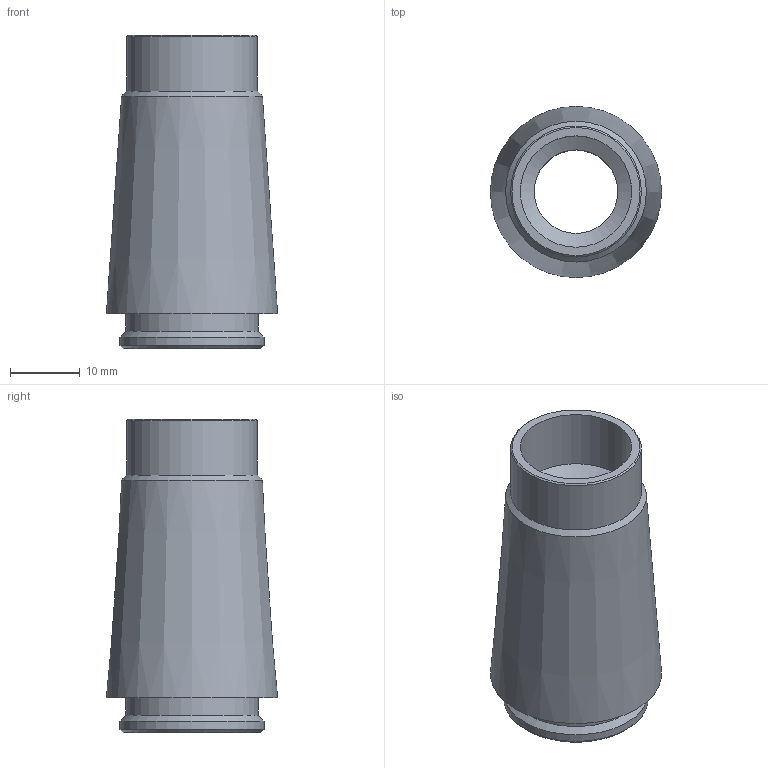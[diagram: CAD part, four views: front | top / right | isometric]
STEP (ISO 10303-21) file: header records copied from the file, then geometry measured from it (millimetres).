
FILE_DESCRIPTION (( 'STEP AP214' ), '1' );
FILE_NAME ('SK16-12_light.STEP', '2020-11-23T16:27:01', ( 'Adriana' ), ( 'HP Inc.' ), 'SwSTEP 2.0', 'SolidWorks 2020', '' );
FILE_SCHEMA (( 'AUTOMOTIVE_DESIGN' ));
Length unit declared in the file: millimetre
Products named in the file (1): SK16-12_light
Bounding box: 24.6 x 24.6 x 45 mm (x, y, z)
Volume: 10425.2 mm3; surface area: 5427.9 mm2
Topology: 1 solids, 1 shells, 16 faces, 29 edges, 17 vertices
Faces by surface type: cylinder 6, cone 6, plane 4
Full cylindrical faces by diameter (mm): 12 x1, 16 x1, 18.8 x1, 19 x1, 20.7 x1, 21 x1
Entity records: 362 total; most frequent: DIRECTION 66, CARTESIAN_POINT 49, AXIS2_PLACEMENT_3D 33, EDGE_LOOP 32, ORIENTED_EDGE 32, FACE_OUTER_BOUND 22, EDGE_CURVE 16, CIRCLE 16
